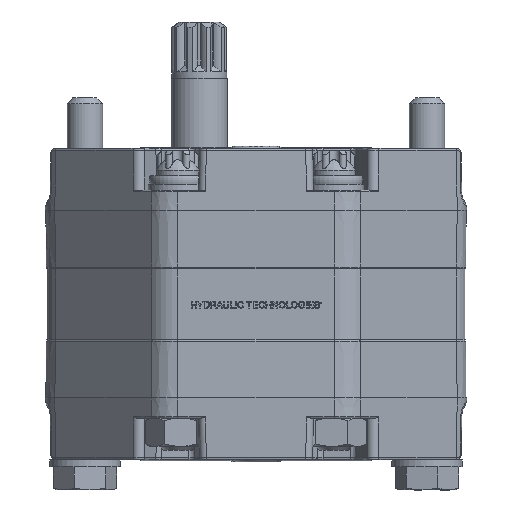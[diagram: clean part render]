
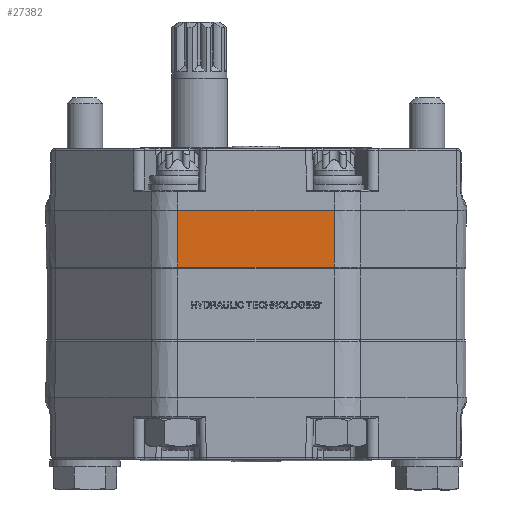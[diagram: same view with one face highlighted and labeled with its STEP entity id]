
A CAD part, left-side view. The second image highlights one B-rep face of the part: STEP entity #27382.
In plain terms, the highlighted planar face has unit normal (-1, 0, -0.018).
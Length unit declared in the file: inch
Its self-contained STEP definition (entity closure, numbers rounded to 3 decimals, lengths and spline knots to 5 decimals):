
#1514 = CARTESIAN_POINT ( 'NONE',  ( -1.324, -0.69, -1.0755 ) ) ;
#3025 = VERTEX_POINT ( 'NONE', #13793 ) ;
#3079 = EDGE_CURVE ( 'NONE', #28981, #4059, #14112, .T. ) ;
#3144 = ORIENTED_EDGE ( 'NONE', *, *, #25781, .F. ) ;
#4059 = VERTEX_POINT ( 'NONE', #28932 ) ;
#4682 = CARTESIAN_POINT ( 'NONE',  ( -1.32451, -0.69, -1.04602 ) ) ;
#6805 = CARTESIAN_POINT ( 'NONE',  ( -1.33325, -0.69, -0.5455 ) ) ;
#6846 = CARTESIAN_POINT ( 'NONE',  ( -1.324, 0.69, -1.0755 ) ) ;
#7490 = EDGE_CURVE ( 'NONE', #26613, #28981, #30942, .T. ) ;
#8480 = PLANE ( 'NONE',  #14515 ) ;
#8877 = ORIENTED_EDGE ( 'NONE', *, *, #7490, .T. ) ;
#9504 = ORIENTED_EDGE ( 'NONE', *, *, #18384, .T. ) ;
#10166 = EDGE_LOOP ( 'NONE', ( #29999, #9504, #3144, #8877 ) ) ;
#11407 = VECTOR ( 'NONE', #12366, 39.37008 ) ;
#12251 = LINE ( 'NONE', #4682, #22127 ) ;
#12366 = DIRECTION ( 'NONE',  ( 0.017, 0., -1. ) ) ;
#13793 = CARTESIAN_POINT ( 'NONE',  ( -1.32451, -0.69, -1.04602 ) ) ;
#13905 = VECTOR ( 'NONE', #21373, 39.37008 ) ;
#14112 = LINE ( 'NONE', #6846, #13905 ) ;
#14515 = AXIS2_PLACEMENT_3D ( 'NONE', #1514, #25381, #15170 ) ;
#15170 = DIRECTION ( 'NONE',  ( 0.017, 0., -1. ) ) ;
#18384 = EDGE_CURVE ( 'NONE', #4059, #3025, #12251, .T. ) ;
#18899 = CARTESIAN_POINT ( 'NONE',  ( -1.33325, 0.69, -0.5455 ) ) ;
#20151 = CARTESIAN_POINT ( 'NONE',  ( -1.33325, -0.69, -0.5455 ) ) ;
#21373 = DIRECTION ( 'NONE',  ( 0.017, 0., -1. ) ) ;
#21481 = DIRECTION ( 'NONE',  ( 0., 1., 0. ) ) ;
#21594 = DIRECTION ( 'NONE',  ( 0., -1., 0. ) ) ;
#22127 = VECTOR ( 'NONE', #21594, 39.37008 ) ;
#25381 = DIRECTION ( 'NONE',  ( -1., 0., -0.017 ) ) ;
#25528 = FACE_OUTER_BOUND ( 'NONE', #10166, .T. ) ;
#25680 = VECTOR ( 'NONE', #21481, 39.37008 ) ;
#25781 = EDGE_CURVE ( 'NONE', #26613, #3025, #27227, .T. ) ;
#26613 = VERTEX_POINT ( 'NONE', #20151 ) ;
#27227 = LINE ( 'NONE', #27532, #11407 ) ;
#27382 = ADVANCED_FACE ( 'NONE', ( #25528 ), #8480, .T. ) ;
#27532 = CARTESIAN_POINT ( 'NONE',  ( -1.324, -0.69, -1.0755 ) ) ;
#28932 = CARTESIAN_POINT ( 'NONE',  ( -1.32451, 0.69, -1.04602 ) ) ;
#28981 = VERTEX_POINT ( 'NONE', #18899 ) ;
#29999 = ORIENTED_EDGE ( 'NONE', *, *, #3079, .T. ) ;
#30942 = LINE ( 'NONE', #6805, #25680 ) ;
